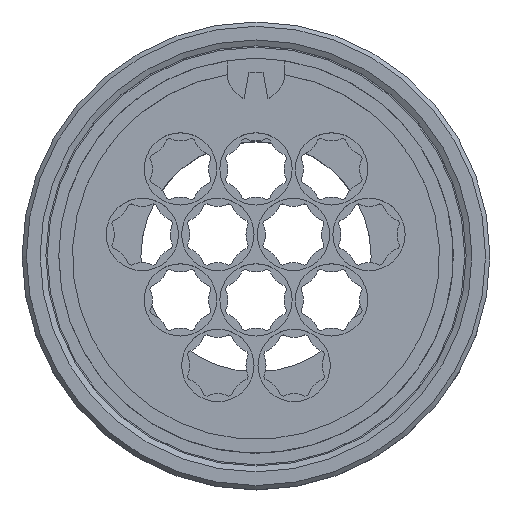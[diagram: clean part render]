
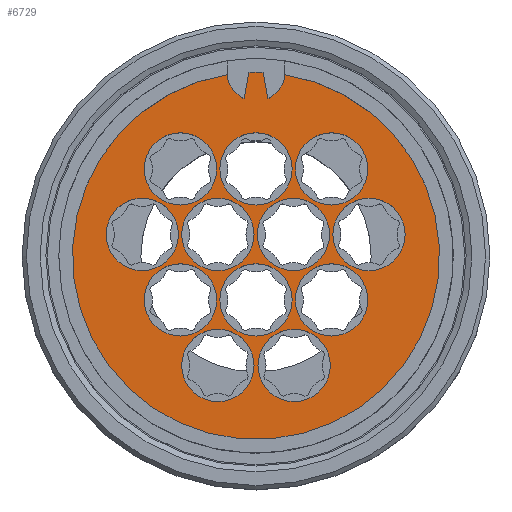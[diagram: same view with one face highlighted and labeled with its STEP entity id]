
A CAD part, top view. The second image highlights one B-rep face of the part: STEP entity #6729.
In plain terms, the highlighted planar face has unit normal (0, 0, 1).
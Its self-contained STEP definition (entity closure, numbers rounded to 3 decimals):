
#139=PLANE('',#7425);
#248=CIRCLE('',#7015,25.5);
#254=CIRCLE('',#7024,25.5);
#256=CIRCLE('',#7027,4.);
#258=CIRCLE('',#7031,4.);
#503=CIRCLE('',#7426,5.025);
#504=CIRCLE('',#7427,5.025);
#505=CIRCLE('',#7428,5.025);
#506=CIRCLE('',#7429,5.025);
#507=CIRCLE('',#7430,5.025);
#508=CIRCLE('',#7431,5.025);
#509=CIRCLE('',#7432,5.025);
#510=CIRCLE('',#7433,5.025);
#511=CIRCLE('',#7434,5.025);
#512=CIRCLE('',#7435,5.025);
#513=CIRCLE('',#7436,5.025);
#514=CIRCLE('',#7437,5.025);
#1410=ORIENTED_EDGE('',*,*,#2770,.F.);
#1411=ORIENTED_EDGE('',*,*,#2781,.T.);
#1412=ORIENTED_EDGE('',*,*,#2779,.T.);
#1413=ORIENTED_EDGE('',*,*,#2758,.F.);
#1414=ORIENTED_EDGE('',*,*,#2774,.T.);
#1415=ORIENTED_EDGE('',*,*,#2776,.T.);
#1416=ORIENTED_EDGE('',*,*,#3302,.F.);
#1417=ORIENTED_EDGE('',*,*,#3303,.F.);
#1418=ORIENTED_EDGE('',*,*,#3304,.F.);
#1419=ORIENTED_EDGE('',*,*,#3305,.F.);
#1420=ORIENTED_EDGE('',*,*,#3306,.F.);
#1421=ORIENTED_EDGE('',*,*,#3307,.F.);
#1422=ORIENTED_EDGE('',*,*,#3308,.F.);
#1423=ORIENTED_EDGE('',*,*,#3309,.F.);
#1424=ORIENTED_EDGE('',*,*,#3310,.F.);
#1425=ORIENTED_EDGE('',*,*,#3311,.F.);
#1426=ORIENTED_EDGE('',*,*,#3312,.F.);
#1427=ORIENTED_EDGE('',*,*,#3313,.F.);
#2758=EDGE_CURVE('',#3737,#3738,#248,.T.);
#2770=EDGE_CURVE('',#3747,#3748,#254,.T.);
#2774=EDGE_CURVE('',#3737,#3750,#256,.T.);
#2776=EDGE_CURVE('',#3750,#3748,#4425,.T.);
#2779=EDGE_CURVE('',#3751,#3738,#258,.T.);
#2781=EDGE_CURVE('',#3747,#3751,#4428,.T.);
#3302=EDGE_CURVE('',#4237,#4237,#503,.F.);
#3303=EDGE_CURVE('',#4238,#4238,#504,.F.);
#3304=EDGE_CURVE('',#4239,#4239,#505,.F.);
#3305=EDGE_CURVE('',#4240,#4240,#506,.F.);
#3306=EDGE_CURVE('',#4241,#4241,#507,.F.);
#3307=EDGE_CURVE('',#4242,#4242,#508,.F.);
#3308=EDGE_CURVE('',#4243,#4243,#509,.T.);
#3309=EDGE_CURVE('',#4244,#4244,#510,.T.);
#3310=EDGE_CURVE('',#4245,#4245,#511,.T.);
#3311=EDGE_CURVE('',#4246,#4246,#512,.T.);
#3312=EDGE_CURVE('',#4247,#4247,#513,.F.);
#3313=EDGE_CURVE('',#4248,#4248,#514,.F.);
#3737=VERTEX_POINT('',#10333);
#3738=VERTEX_POINT('',#10335);
#3747=VERTEX_POINT('',#10358);
#3748=VERTEX_POINT('',#10360);
#3750=VERTEX_POINT('',#10366);
#3751=VERTEX_POINT('',#10373);
#4237=VERTEX_POINT('',#11828);
#4238=VERTEX_POINT('',#11830);
#4239=VERTEX_POINT('',#11832);
#4240=VERTEX_POINT('',#11834);
#4241=VERTEX_POINT('',#11836);
#4242=VERTEX_POINT('',#11838);
#4243=VERTEX_POINT('',#11840);
#4244=VERTEX_POINT('',#11842);
#4245=VERTEX_POINT('',#11844);
#4246=VERTEX_POINT('',#11846);
#4247=VERTEX_POINT('',#11848);
#4248=VERTEX_POINT('',#11850);
#4425=LINE('',#10370,#4819);
#4428=LINE('',#10379,#4822);
#4819=VECTOR('',#8031,1000.);
#4822=VECTOR('',#8042,1000.);
#5394=EDGE_LOOP('',(#1410,#1411,#1412,#1413,#1414,#1415));
#5395=EDGE_LOOP('',(#1416));
#5396=EDGE_LOOP('',(#1417));
#5397=EDGE_LOOP('',(#1418));
#5398=EDGE_LOOP('',(#1419));
#5399=EDGE_LOOP('',(#1420));
#5400=EDGE_LOOP('',(#1421));
#5401=EDGE_LOOP('',(#1422));
#5402=EDGE_LOOP('',(#1423));
#5403=EDGE_LOOP('',(#1424));
#5404=EDGE_LOOP('',(#1425));
#5405=EDGE_LOOP('',(#1426));
#5406=EDGE_LOOP('',(#1427));
#5962=FACE_BOUND('',#5394,.T.);
#5963=FACE_BOUND('',#5395,.T.);
#5964=FACE_BOUND('',#5396,.T.);
#5965=FACE_BOUND('',#5397,.T.);
#5966=FACE_BOUND('',#5398,.T.);
#5967=FACE_BOUND('',#5399,.T.);
#5968=FACE_BOUND('',#5400,.T.);
#5969=FACE_BOUND('',#5401,.T.);
#5970=FACE_BOUND('',#5402,.T.);
#5971=FACE_BOUND('',#5403,.T.);
#5972=FACE_BOUND('',#5404,.T.);
#5973=FACE_BOUND('',#5405,.T.);
#5974=FACE_BOUND('',#5406,.T.);
#6729=ADVANCED_FACE('',(#5962,#5963,#5964,#5965,#5966,#5967,#5968,#5969,
#5970,#5971,#5972,#5973,#5974),#139,.F.);
#7015=AXIS2_PLACEMENT_3D('',#10334,#7994,#7995);
#7024=AXIS2_PLACEMENT_3D('',#10359,#8018,#8019);
#7027=AXIS2_PLACEMENT_3D('',#10367,#8026,#8027);
#7031=AXIS2_PLACEMENT_3D('',#10376,#8037,#8038);
#7425=AXIS2_PLACEMENT_3D('',#11826,#9067,#9068);
#7426=AXIS2_PLACEMENT_3D('',#11827,#9069,#9070);
#7427=AXIS2_PLACEMENT_3D('',#11829,#9071,#9072);
#7428=AXIS2_PLACEMENT_3D('',#11831,#9073,#9074);
#7429=AXIS2_PLACEMENT_3D('',#11833,#9075,#9076);
#7430=AXIS2_PLACEMENT_3D('',#11835,#9077,#9078);
#7431=AXIS2_PLACEMENT_3D('',#11837,#9079,#9080);
#7432=AXIS2_PLACEMENT_3D('',#11839,#9081,#9082);
#7433=AXIS2_PLACEMENT_3D('',#11841,#9083,#9084);
#7434=AXIS2_PLACEMENT_3D('',#11843,#9085,#9086);
#7435=AXIS2_PLACEMENT_3D('',#11845,#9087,#9088);
#7436=AXIS2_PLACEMENT_3D('',#11847,#9089,#9090);
#7437=AXIS2_PLACEMENT_3D('',#11849,#9091,#9092);
#7994=DIRECTION('',(0.,0.,-1.));
#7995=DIRECTION('',(-1.,0.,0.));
#8018=DIRECTION('',(0.,0.,-1.));
#8019=DIRECTION('',(-1.,0.,0.));
#8026=DIRECTION('',(0.,0.,-1.));
#8027=DIRECTION('',(-1.,0.,0.));
#8031=DIRECTION('',(-0.174,0.985,0.));
#8037=DIRECTION('',(0.,0.,-1.));
#8038=DIRECTION('',(-1.,0.,0.));
#8042=DIRECTION('',(-0.174,-0.985,0.));
#9067=DIRECTION('',(0.,0.,-1.));
#9068=DIRECTION('',(-1.,0.,0.));
#9069=DIRECTION('',(0.,0.,-1.));
#9070=DIRECTION('',(-1.,0.,0.));
#9071=DIRECTION('',(0.,0.,-1.));
#9072=DIRECTION('',(-1.,0.,0.));
#9073=DIRECTION('',(0.,0.,-1.));
#9074=DIRECTION('',(-1.,0.,0.));
#9075=DIRECTION('',(0.,0.,-1.));
#9076=DIRECTION('',(-1.,0.,0.));
#9077=DIRECTION('',(0.,0.,-1.));
#9078=DIRECTION('',(-1.,0.,0.));
#9079=DIRECTION('',(0.,0.,-1.));
#9080=DIRECTION('',(-1.,0.,0.));
#9081=DIRECTION('',(0.,0.,1.));
#9082=DIRECTION('',(1.,0.,0.));
#9083=DIRECTION('',(0.,0.,1.));
#9084=DIRECTION('',(1.,0.,0.));
#9085=DIRECTION('',(0.,0.,1.));
#9086=DIRECTION('',(1.,0.,0.));
#9087=DIRECTION('',(0.,0.,1.));
#9088=DIRECTION('',(1.,0.,0.));
#9089=DIRECTION('',(0.,0.,-1.));
#9090=DIRECTION('',(-1.,0.,0.));
#9091=DIRECTION('',(0.,0.,-1.));
#9092=DIRECTION('',(-1.,0.,0.));
#10333=CARTESIAN_POINT('',(3.988,25.186,4.7));
#10334=CARTESIAN_POINT('',(0.,0.,4.7));
#10335=CARTESIAN_POINT('',(-3.988,25.186,4.7));
#10358=CARTESIAN_POINT('',(-1.,25.48,4.7));
#10359=CARTESIAN_POINT('',(0.,0.,4.7));
#10360=CARTESIAN_POINT('',(1.,25.48,4.7));
#10366=CARTESIAN_POINT('',(1.64,21.852,4.7));
#10367=CARTESIAN_POINT('',(0.,25.5,4.7));
#10370=CARTESIAN_POINT('',(5.327,0.939,4.7));
#10373=CARTESIAN_POINT('',(-1.64,21.852,4.7));
#10376=CARTESIAN_POINT('',(0.,25.5,4.7));
#10379=CARTESIAN_POINT('',(-5.327,0.939,4.7));
#11826=CARTESIAN_POINT('',(0.,0.,4.7));
#11827=CARTESIAN_POINT('',(0.,12.1,4.7));
#11828=CARTESIAN_POINT('',(-5.025,12.1,4.7));
#11829=CARTESIAN_POINT('',(5.3,-15.2,4.7));
#11830=CARTESIAN_POINT('',(0.275,-15.2,4.7));
#11831=CARTESIAN_POINT('',(-5.3,-15.2,4.7));
#11832=CARTESIAN_POINT('',(-10.325,-15.2,4.7));
#11833=CARTESIAN_POINT('',(0.,-6.1,4.7));
#11834=CARTESIAN_POINT('',(-5.025,-6.1,4.7));
#11835=CARTESIAN_POINT('',(10.5,-6.1,4.7));
#11836=CARTESIAN_POINT('',(5.475,-6.1,4.7));
#11837=CARTESIAN_POINT('',(-10.5,-6.1,4.7));
#11838=CARTESIAN_POINT('',(-15.525,-6.1,4.7));
#11839=CARTESIAN_POINT('',(-5.3,3.,4.7));
#11840=CARTESIAN_POINT('',(-0.275,3.,4.7));
#11841=CARTESIAN_POINT('',(5.2,3.,4.7));
#11842=CARTESIAN_POINT('',(10.225,3.,4.7));
#11843=CARTESIAN_POINT('',(15.7,3.,4.7));
#11844=CARTESIAN_POINT('',(20.725,3.,4.7));
#11845=CARTESIAN_POINT('',(-15.8,3.,4.7));
#11846=CARTESIAN_POINT('',(-10.775,3.,4.7));
#11847=CARTESIAN_POINT('',(10.5,12.1,4.7));
#11848=CARTESIAN_POINT('',(5.475,12.1,4.7));
#11849=CARTESIAN_POINT('',(-10.5,12.1,4.7));
#11850=CARTESIAN_POINT('',(-15.525,12.1,4.7));
